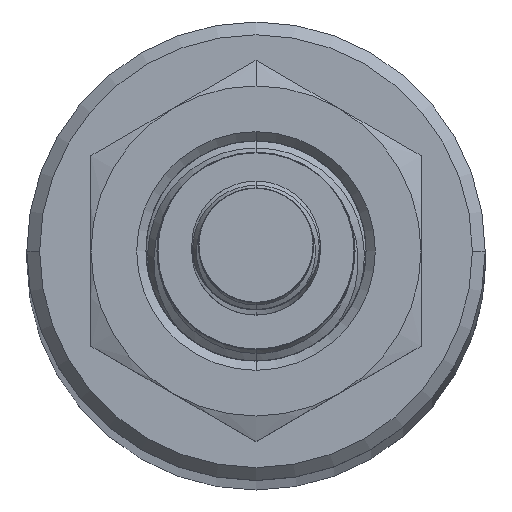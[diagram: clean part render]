
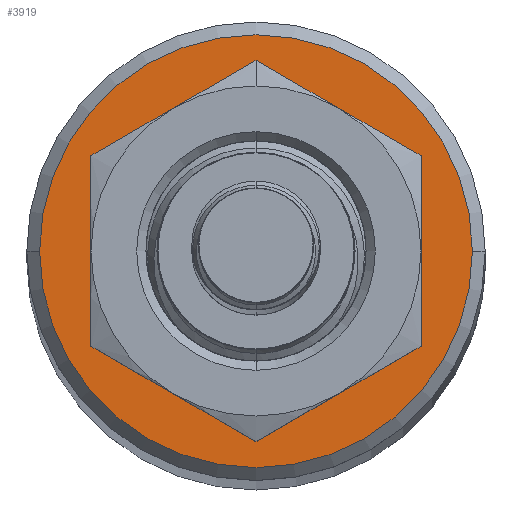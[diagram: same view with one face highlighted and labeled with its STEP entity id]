
A CAD part, top view. The second image highlights one B-rep face of the part: STEP entity #3919.
In plain terms, the highlighted planar face has unit normal (0, 0, 1).
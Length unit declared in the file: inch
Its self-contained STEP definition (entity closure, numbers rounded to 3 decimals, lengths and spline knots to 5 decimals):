
#2990 = VERTEX_POINT ( 'NONE', #8927 ) ;
#3003 = VERTEX_POINT ( 'NONE', #8955 ) ;
#3055 = VERTEX_POINT ( 'NONE', #9061 ) ;
#3058 = EDGE_CURVE ( 'NONE', #3059, #3055, #9054, .T. ) ;
#3059 = VERTEX_POINT ( 'NONE', #9049 ) ;
#3194 = EDGE_CURVE ( 'NONE', #3003, #2990, #9421, .T. ) ;
#3907 = EDGE_CURVE ( 'NONE', #3055, #3059, #12435, .T. ) ;
#3910 = EDGE_LOOP ( 'NONE', ( #3912, #3940 ) ) ;
#3912 = ORIENTED_EDGE ( 'NONE', *, *, #3907, .F. ) ;
#3919 = ADVANCED_FACE ( 'NONE', ( #12482, #12481 ), #12480, .T. ) ;
#3940 = ORIENTED_EDGE ( 'NONE', *, *, #3058, .F. ) ;
#3942 = ORIENTED_EDGE ( 'NONE', *, *, #3194, .T. ) ;
#3944 = EDGE_LOOP ( 'NONE', ( #3946, #3942 ) ) ;
#3946 = ORIENTED_EDGE ( 'NONE', *, *, #3947, .T. ) ;
#3947 = EDGE_CURVE ( 'NONE', #2990, #3003, #12549, .T. ) ;
#8927 = CARTESIAN_POINT ( 'NONE',  ( -0.7375, 0., 8.95 ) ) ;
#8955 = CARTESIAN_POINT ( 'NONE',  ( 0.7375, 0., 8.95 ) ) ;
#9049 = CARTESIAN_POINT ( 'NONE',  ( 0., -0.375, 8.95 ) ) ;
#9050 = DIRECTION ( 'NONE',  ( 1., 0., 0. ) ) ;
#9051 = DIRECTION ( 'NONE',  ( 0., 0., 1. ) ) ;
#9052 = CARTESIAN_POINT ( 'NONE',  ( 0., 0., 8.95 ) ) ;
#9053 = AXIS2_PLACEMENT_3D ( 'NONE', #9052, #9051, #9050 ) ;
#9054 = CIRCLE ( 'NONE', #9053, 0.375 ) ;
#9061 = CARTESIAN_POINT ( 'NONE',  ( 0., 0.375, 8.95 ) ) ;
#9407 = DIRECTION ( 'NONE',  ( 1., 0., 0. ) ) ;
#9408 = DIRECTION ( 'NONE',  ( 0., 0., 1. ) ) ;
#9409 = CARTESIAN_POINT ( 'NONE',  ( 0., 0., 8.95 ) ) ;
#9410 = AXIS2_PLACEMENT_3D ( 'NONE', #9409, #9408, #9407 ) ;
#9421 = CIRCLE ( 'NONE', #9410, 0.7375 ) ;
#12431 = DIRECTION ( 'NONE',  ( 1., 0., 0. ) ) ;
#12432 = DIRECTION ( 'NONE',  ( 0., 0., 1. ) ) ;
#12433 = CARTESIAN_POINT ( 'NONE',  ( 0., 0., 8.95 ) ) ;
#12434 = AXIS2_PLACEMENT_3D ( 'NONE', #12433, #12432, #12431 ) ;
#12435 = CIRCLE ( 'NONE', #12434, 0.375 ) ;
#12476 = DIRECTION ( 'NONE',  ( 1., 0., 0. ) ) ;
#12477 = DIRECTION ( 'NONE',  ( 0., 0., 1. ) ) ;
#12478 = CARTESIAN_POINT ( 'NONE',  ( 0., 0., 8.95 ) ) ;
#12479 = AXIS2_PLACEMENT_3D ( 'NONE', #12478, #12477, #12476 ) ;
#12480 = PLANE ( 'NONE',  #12479 ) ;
#12481 = FACE_OUTER_BOUND ( 'NONE', #3944, .T. ) ;
#12482 = FACE_BOUND ( 'NONE', #3910, .T. ) ;
#12520 = CARTESIAN_POINT ( 'NONE',  ( 0., 0., 8.95 ) ) ;
#12546 = DIRECTION ( 'NONE',  ( 1., 0., 0. ) ) ;
#12547 = DIRECTION ( 'NONE',  ( 0., 0., 1. ) ) ;
#12548 = AXIS2_PLACEMENT_3D ( 'NONE', #12520, #12547, #12546 ) ;
#12549 = CIRCLE ( 'NONE', #12548, 0.7375 ) ;
